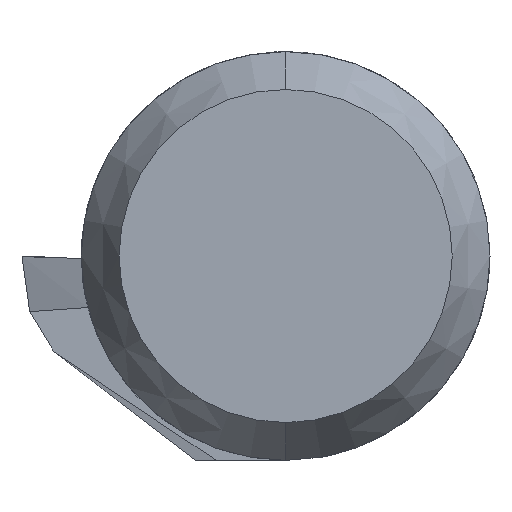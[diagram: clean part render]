
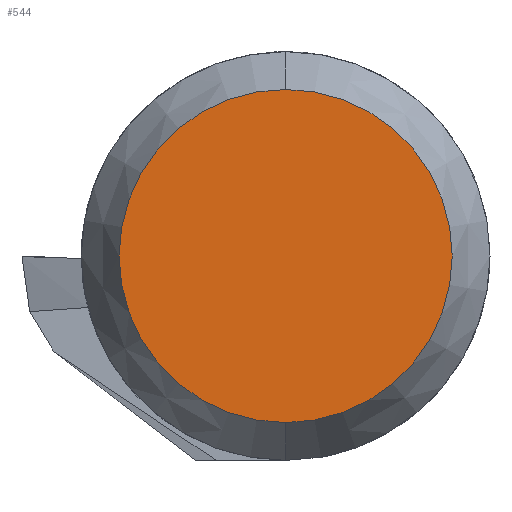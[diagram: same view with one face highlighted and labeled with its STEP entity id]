
A CAD part, left-side view. The second image highlights one B-rep face of the part: STEP entity #544.
In plain terms, the highlighted planar face has unit normal (-1, 0, 0).
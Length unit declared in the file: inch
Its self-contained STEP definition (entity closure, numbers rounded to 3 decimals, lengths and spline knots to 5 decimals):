
#17 = CARTESIAN_POINT ( 'NONE',  ( 0., 0., 0. ) ) ;
#29 = PLANE ( 'NONE',  #164 ) ;
#40 = CIRCLE ( 'NONE', #128, 0.05085 ) ;
#118 = AXIS2_PLACEMENT_3D ( 'NONE', #17, #412, #468 ) ;
#128 = AXIS2_PLACEMENT_3D ( 'NONE', #471, #503, #282 ) ;
#140 = ORIENTED_EDGE ( 'NONE', *, *, #405, .T. ) ;
#164 = AXIS2_PLACEMENT_3D ( 'NONE', #475, #557, #566 ) ;
#223 = CARTESIAN_POINT ( 'NONE',  ( 0., 0., -0.05085 ) ) ;
#251 = CIRCLE ( 'NONE', #118, 0.05085 ) ;
#281 = VERTEX_POINT ( 'NONE', #223 ) ;
#282 = DIRECTION ( 'NONE',  ( 0., 0., 1. ) ) ;
#304 = ORIENTED_EDGE ( 'NONE', *, *, #375, .T. ) ;
#338 = FACE_OUTER_BOUND ( 'NONE', #388, .T. ) ;
#375 = EDGE_CURVE ( 'NONE', #457, #281, #40, .T. ) ;
#388 = EDGE_LOOP ( 'NONE', ( #140, #304 ) ) ;
#405 = EDGE_CURVE ( 'NONE', #281, #457, #251, .T. ) ;
#412 = DIRECTION ( 'NONE',  ( -1., 0., 0. ) ) ;
#457 = VERTEX_POINT ( 'NONE', #479 ) ;
#468 = DIRECTION ( 'NONE',  ( 0., 0., 1. ) ) ;
#471 = CARTESIAN_POINT ( 'NONE',  ( 0., 0., 0. ) ) ;
#475 = CARTESIAN_POINT ( 'NONE',  ( 0., 0., 0. ) ) ;
#479 = CARTESIAN_POINT ( 'NONE',  ( 0., 0., 0.05085 ) ) ;
#503 = DIRECTION ( 'NONE',  ( -1., 0., 0. ) ) ;
#544 = ADVANCED_FACE ( 'NONE', ( #338 ), #29, .F. ) ;
#557 = DIRECTION ( 'NONE',  ( 1., 0., 0. ) ) ;
#566 = DIRECTION ( 'NONE',  ( 0., 0., -1. ) ) ;
